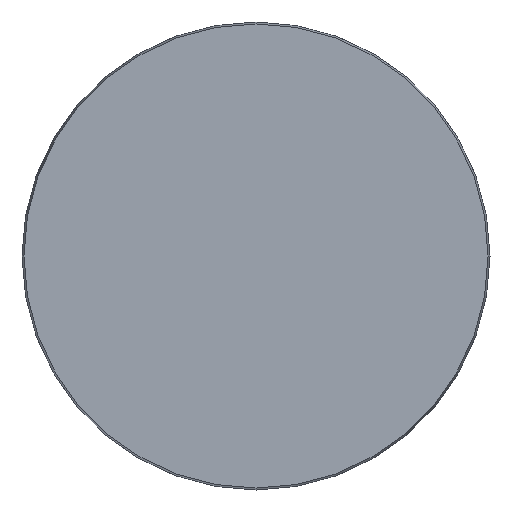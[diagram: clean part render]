
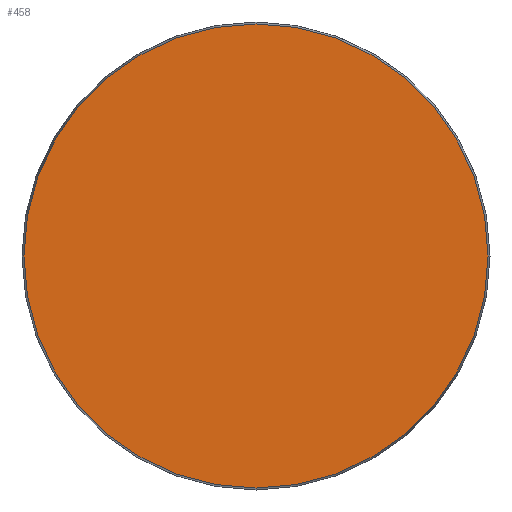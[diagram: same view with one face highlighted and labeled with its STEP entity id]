
A CAD part, front view. The second image highlights one B-rep face of the part: STEP entity #458.
In plain terms, the highlighted planar face has unit normal (0, -1, 0).
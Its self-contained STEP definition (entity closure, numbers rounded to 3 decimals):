
#12 = FACE_OUTER_BOUND ( 'NONE', #18, .T. ) ;
#18 = EDGE_LOOP ( 'NONE', ( #312 ) ) ;
#184 = DIRECTION ( 'NONE',  ( 0., 0., 1. ) ) ;
#193 = AXIS2_PLACEMENT_3D ( 'NONE', #678, #681, #739 ) ;
#243 = CARTESIAN_POINT ( 'NONE',  ( 0., 0., -68.425 ) ) ;
#312 = ORIENTED_EDGE ( 'NONE', *, *, #595, .T. ) ;
#348 = AXIS2_PLACEMENT_3D ( 'NONE', #711, #716, #184 ) ;
#458 = ADVANCED_FACE ( 'NONE', ( #12 ), #718, .F. ) ;
#479 = VERTEX_POINT ( 'NONE', #243 ) ;
#595 = EDGE_CURVE ( 'NONE', #479, #479, #664, .T. ) ;
#664 = CIRCLE ( 'NONE', #193, 68.425 ) ;
#678 = CARTESIAN_POINT ( 'NONE',  ( 0., 0., 0. ) ) ;
#681 = DIRECTION ( 'NONE',  ( 0., -1., 0. ) ) ;
#711 = CARTESIAN_POINT ( 'NONE',  ( -68.425, 0., 0. ) ) ;
#716 = DIRECTION ( 'NONE',  ( 0., 1., 0. ) ) ;
#718 = PLANE ( 'NONE',  #348 ) ;
#739 = DIRECTION ( 'NONE',  ( 0., 0., -1. ) ) ;
